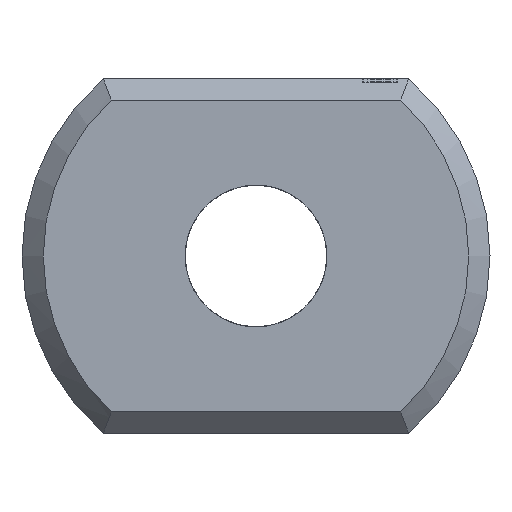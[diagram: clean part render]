
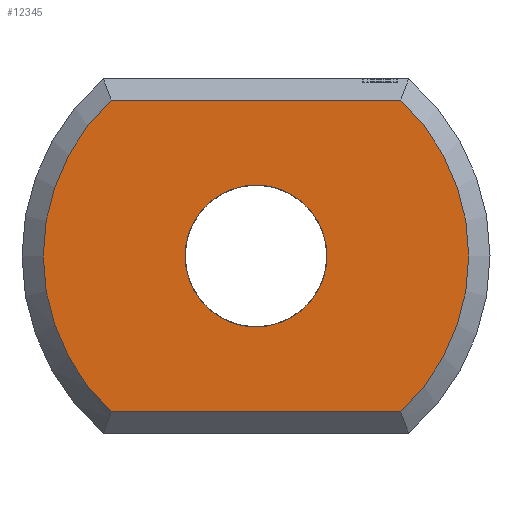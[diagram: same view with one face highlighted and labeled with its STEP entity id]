
A CAD part, left-side view. The second image highlights one B-rep face of the part: STEP entity #12345.
In plain terms, the highlighted planar face has unit normal (-1, 0, 0).
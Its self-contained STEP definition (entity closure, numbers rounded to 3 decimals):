
#298 = PLANE('',#299);
#299 = AXIS2_PLACEMENT_3D('',#300,#301,#302);
#300 = CARTESIAN_POINT('',(0.15,-2.154,-2.35));
#301 = DIRECTION('',(-0.707,0.,-0.707));
#302 = DIRECTION('',(0.,-1.,0.));
#725 = CONICAL_SURFACE('',#726,3.3,0.785);
#726 = AXIS2_PLACEMENT_3D('',#727,#728,#729);
#727 = CARTESIAN_POINT('',(0.3,0.,0.));
#728 = DIRECTION('',(1.,0.,0.));
#729 = DIRECTION('',(0.,0.653,-0.758));
#872 = CONICAL_SURFACE('',#873,3.3,0.785);
#873 = AXIS2_PLACEMENT_3D('',#874,#875,#876);
#874 = CARTESIAN_POINT('',(0.3,0.,0.));
#875 = DIRECTION('',(1.,0.,0.));
#876 = DIRECTION('',(0.,-0.653,0.758));
#909 = VERTEX_POINT('',#910);
#910 = CARTESIAN_POINT('',(0.,-2.04,-2.2));
#937 = VERTEX_POINT('',#938);
#938 = CARTESIAN_POINT('',(0.,2.04,-2.2));
#963 = EDGE_CURVE('',#909,#937,#964,.T.);
#964 = SURFACE_CURVE('',#965,(#969,#976),.PCURVE_S1.);
#965 = LINE('',#966,#967);
#966 = CARTESIAN_POINT('',(0.,-2.154,-2.2));
#967 = VECTOR('',#968,1.);
#968 = DIRECTION('',(0.,1.,0.));
#969 = PCURVE('',#298,#970);
#970 = DEFINITIONAL_REPRESENTATION('',(#971),#975);
#971 = LINE('',#972,#973);
#972 = CARTESIAN_POINT('',(0.,0.212));
#973 = VECTOR('',#974,1.);
#974 = DIRECTION('',(-1.,0.));
#975 = ( GEOMETRIC_REPRESENTATION_CONTEXT(2) 
PARAMETRIC_REPRESENTATION_CONTEXT() REPRESENTATION_CONTEXT('2D SPACE',''
  ) );
#976 = PCURVE('',#977,#982);
#977 = PLANE('',#978);
#978 = AXIS2_PLACEMENT_3D('',#979,#980,#981);
#979 = CARTESIAN_POINT('',(0.,0.,
    0.));
#980 = DIRECTION('',(1.,0.,0.));
#981 = DIRECTION('',(0.,0.,1.));
#982 = DEFINITIONAL_REPRESENTATION('',(#983),#987);
#983 = LINE('',#984,#985);
#984 = CARTESIAN_POINT('',(-2.2,2.154));
#985 = VECTOR('',#986,1.);
#986 = DIRECTION('',(0.,-1.));
#987 = ( GEOMETRIC_REPRESENTATION_CONTEXT(2) 
PARAMETRIC_REPRESENTATION_CONTEXT() REPRESENTATION_CONTEXT('2D SPACE',''
  ) );
#1763 = PLANE('',#1764);
#1764 = AXIS2_PLACEMENT_3D('',#1765,#1766,#1767);
#1765 = CARTESIAN_POINT('',(0.15,-2.154,2.35));
#1766 = DIRECTION('',(0.707,0.,-0.707
    ));
#1767 = DIRECTION('',(0.,-1.,0.));
#12132 = VERTEX_POINT('',#12133);
#12133 = CARTESIAN_POINT('',(0.,2.04,2.2));
#12158 = EDGE_CURVE('',#937,#12132,#12159,.T.);
#12159 = SURFACE_CURVE('',#12160,(#12165,#12172),.PCURVE_S1.);
#12160 = CIRCLE('',#12161,3.);
#12161 = AXIS2_PLACEMENT_3D('',#12162,#12163,#12164);
#12162 = CARTESIAN_POINT('',(0.,0.,
    0.));
#12163 = DIRECTION('',(1.,0.,0.));
#12164 = DIRECTION('',(0.,0.653,-0.758)
  );
#12165 = PCURVE('',#725,#12166);
#12166 = DEFINITIONAL_REPRESENTATION('',(#12167),#12171);
#12167 = LINE('',#12168,#12169);
#12168 = CARTESIAN_POINT('',(0.,-0.3));
#12169 = VECTOR('',#12170,1.);
#12170 = DIRECTION('',(1.,-0.));
#12171 = ( GEOMETRIC_REPRESENTATION_CONTEXT(2) 
PARAMETRIC_REPRESENTATION_CONTEXT() REPRESENTATION_CONTEXT('2D SPACE',''
  ) );
#12172 = PCURVE('',#977,#12173);
#12173 = DEFINITIONAL_REPRESENTATION('',(#12174),#12178);
#12174 = CIRCLE('',#12175,3.);
#12175 = AXIS2_PLACEMENT_2D('',#12176,#12177);
#12176 = CARTESIAN_POINT('',(0.,0.));
#12177 = DIRECTION('',(-0.758,-0.653));
#12178 = ( GEOMETRIC_REPRESENTATION_CONTEXT(2) 
PARAMETRIC_REPRESENTATION_CONTEXT() REPRESENTATION_CONTEXT('2D SPACE',''
  ) );
#12296 = VERTEX_POINT('',#12297);
#12297 = CARTESIAN_POINT('',(0.,-2.04,2.2));
#12324 = EDGE_CURVE('',#12296,#909,#12325,.T.);
#12325 = SURFACE_CURVE('',#12326,(#12331,#12338),.PCURVE_S1.);
#12326 = CIRCLE('',#12327,3.);
#12327 = AXIS2_PLACEMENT_3D('',#12328,#12329,#12330);
#12328 = CARTESIAN_POINT('',(0.,0.,
    0.));
#12329 = DIRECTION('',(1.,0.,0.));
#12330 = DIRECTION('',(0.,-0.653,0.758)
  );
#12331 = PCURVE('',#872,#12332);
#12332 = DEFINITIONAL_REPRESENTATION('',(#12333),#12337);
#12333 = LINE('',#12334,#12335);
#12334 = CARTESIAN_POINT('',(0.,-0.3));
#12335 = VECTOR('',#12336,1.);
#12336 = DIRECTION('',(1.,-0.));
#12337 = ( GEOMETRIC_REPRESENTATION_CONTEXT(2) 
PARAMETRIC_REPRESENTATION_CONTEXT() REPRESENTATION_CONTEXT('2D SPACE',''
  ) );
#12338 = PCURVE('',#977,#12339);
#12339 = DEFINITIONAL_REPRESENTATION('',(#12340),#12344);
#12340 = CIRCLE('',#12341,3.);
#12341 = AXIS2_PLACEMENT_2D('',#12342,#12343);
#12342 = CARTESIAN_POINT('',(0.,0.));
#12343 = DIRECTION('',(0.758,0.653));
#12344 = ( GEOMETRIC_REPRESENTATION_CONTEXT(2) 
PARAMETRIC_REPRESENTATION_CONTEXT() REPRESENTATION_CONTEXT('2D SPACE',''
  ) );
#12345 = ADVANCED_FACE('',(#12346,#12372),#977,.F.);
#12346 = FACE_BOUND('',#12347,.F.);
#12347 = EDGE_LOOP('',(#12348,#12349,#12370,#12371));
#12348 = ORIENTED_EDGE('',*,*,#12158,.T.);
#12349 = ORIENTED_EDGE('',*,*,#12350,.F.);
#12350 = EDGE_CURVE('',#12296,#12132,#12351,.T.);
#12351 = SURFACE_CURVE('',#12352,(#12356,#12363),.PCURVE_S1.);
#12352 = LINE('',#12353,#12354);
#12353 = CARTESIAN_POINT('',(0.,-2.154,2.2));
#12354 = VECTOR('',#12355,1.);
#12355 = DIRECTION('',(0.,1.,0.));
#12356 = PCURVE('',#977,#12357);
#12357 = DEFINITIONAL_REPRESENTATION('',(#12358),#12362);
#12358 = LINE('',#12359,#12360);
#12359 = CARTESIAN_POINT('',(2.2,2.154));
#12360 = VECTOR('',#12361,1.);
#12361 = DIRECTION('',(0.,-1.));
#12362 = ( GEOMETRIC_REPRESENTATION_CONTEXT(2) 
PARAMETRIC_REPRESENTATION_CONTEXT() REPRESENTATION_CONTEXT('2D SPACE',''
  ) );
#12363 = PCURVE('',#1763,#12364);
#12364 = DEFINITIONAL_REPRESENTATION('',(#12365),#12369);
#12365 = LINE('',#12366,#12367);
#12366 = CARTESIAN_POINT('',(0.,0.212));
#12367 = VECTOR('',#12368,1.);
#12368 = DIRECTION('',(-1.,0.));
#12369 = ( GEOMETRIC_REPRESENTATION_CONTEXT(2) 
PARAMETRIC_REPRESENTATION_CONTEXT() REPRESENTATION_CONTEXT('2D SPACE',''
  ) );
#12370 = ORIENTED_EDGE('',*,*,#12324,.T.);
#12371 = ORIENTED_EDGE('',*,*,#963,.T.);
#12372 = FACE_BOUND('',#12373,.T.);
#12373 = EDGE_LOOP('',(#12374));
#12374 = ORIENTED_EDGE('',*,*,#12375,.T.);
#12375 = EDGE_CURVE('',#12376,#12376,#12378,.T.);
#12376 = VERTEX_POINT('',#12377);
#12377 = CARTESIAN_POINT('',(0.,1.,0.));
#12378 = SURFACE_CURVE('',#12379,(#12384,#12391),.PCURVE_S1.);
#12379 = CIRCLE('',#12380,1.);
#12380 = AXIS2_PLACEMENT_3D('',#12381,#12382,#12383);
#12381 = CARTESIAN_POINT('',(0.,0.,0.));
#12382 = DIRECTION('',(1.,0.,0.));
#12383 = DIRECTION('',(0.,1.,0.));
#12384 = PCURVE('',#977,#12385);
#12385 = DEFINITIONAL_REPRESENTATION('',(#12386),#12390);
#12386 = CIRCLE('',#12387,1.);
#12387 = AXIS2_PLACEMENT_2D('',#12388,#12389);
#12388 = CARTESIAN_POINT('',(0.,0.));
#12389 = DIRECTION('',(0.,-1.));
#12390 = ( GEOMETRIC_REPRESENTATION_CONTEXT(2) 
PARAMETRIC_REPRESENTATION_CONTEXT() REPRESENTATION_CONTEXT('2D SPACE',''
  ) );
#12391 = PCURVE('',#12392,#12397);
#12392 = CYLINDRICAL_SURFACE('',#12393,1.);
#12393 = AXIS2_PLACEMENT_3D('',#12394,#12395,#12396);
#12394 = CARTESIAN_POINT('',(0.,0.,0.));
#12395 = DIRECTION('',(-1.,0.,0.));
#12396 = DIRECTION('',(0.,1.,0.));
#12397 = DEFINITIONAL_REPRESENTATION('',(#12398),#12402);
#12398 = LINE('',#12399,#12400);
#12399 = CARTESIAN_POINT('',(-0.,0.));
#12400 = VECTOR('',#12401,1.);
#12401 = DIRECTION('',(-1.,0.));
#12402 = ( GEOMETRIC_REPRESENTATION_CONTEXT(2) 
PARAMETRIC_REPRESENTATION_CONTEXT() REPRESENTATION_CONTEXT('2D SPACE',''
  ) );
